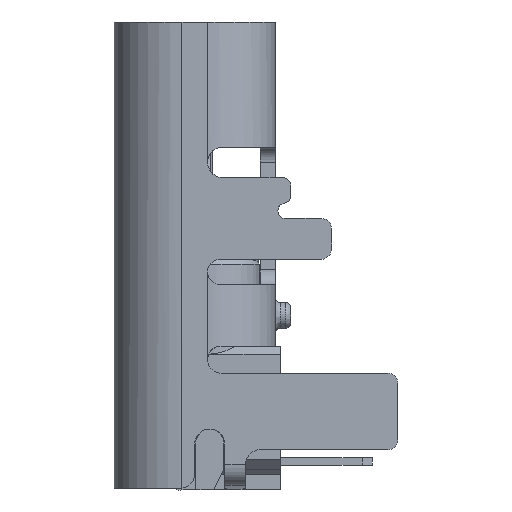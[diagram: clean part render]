
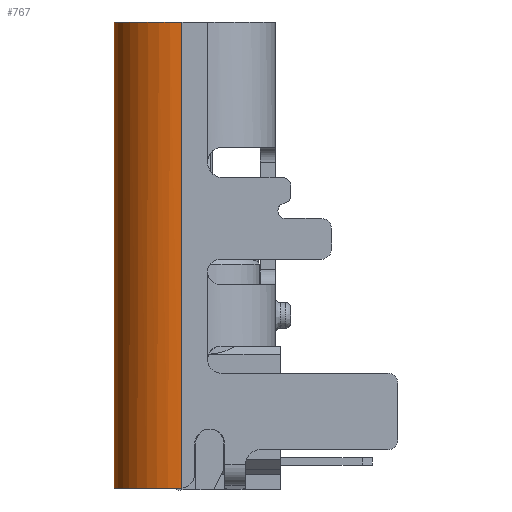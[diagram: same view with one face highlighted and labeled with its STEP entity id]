
A CAD part, left-side view. The second image highlights one B-rep face of the part: STEP entity #767.
In plain terms, the highlighted cylindrical face has radius 1.33 mm (diameter 2.66 mm), a partial arc.
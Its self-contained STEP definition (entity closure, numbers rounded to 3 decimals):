
#767 = ADVANCED_FACE( 'NONE', ( #2187 ), #2188, .T. );
#2187 = FACE_OUTER_BOUND( '', #4310, .T. );
#2188 = CYLINDRICAL_SURFACE( '', #4311, 1.33 );
#4310 = EDGE_LOOP( '', ( #15700, #15701, #15702, #15703, #15704 ) );
#4311 = AXIS2_PLACEMENT_3D( '', #15705, #15706, #15707 );
#15700 = ORIENTED_EDGE( '', *, *, #21903, .F. );
#15701 = ORIENTED_EDGE( '', *, *, #21904, .F. );
#15702 = ORIENTED_EDGE( '', *, *, #21905, .T. );
#15703 = ORIENTED_EDGE( '', *, *, #21906, .T. );
#15704 = ORIENTED_EDGE( '', *, *, #21907, .T. );
#15705 = CARTESIAN_POINT( '', ( -3.145, 2.13, -8.823 ) );
#15706 = DIRECTION( '', ( 0., 0., 1. ) );
#15707 = DIRECTION( '', ( 1., 0., 0. ) );
#21903 = EDGE_CURVE( 'NONE', #24459, #24460, #24461, .T. );
#21904 = EDGE_CURVE( 'NONE', #24462, #24459, #24463, .T. );
#21905 = EDGE_CURVE( 'NONE', #24462, #24464, #24465, .T. );
#21906 = EDGE_CURVE( 'NONE', #24464, #24466, #24467, .T. );
#21907 = EDGE_CURVE( 'NONE', #24466, #24460, #24468, .T. );
#24459 = VERTEX_POINT( 'NONE', #28254 );
#24460 = VERTEX_POINT( 'NONE', #28255 );
#24461 = CIRCLE( '', #28256, 1.33 );
#24462 = VERTEX_POINT( 'NONE', #28257 );
#24463 = LINE( '', #28258, #28259 );
#24464 = VERTEX_POINT( 'NONE', #28260 );
#24465 = CIRCLE( '', #28261, 1.33 );
#24466 = VERTEX_POINT( 'NONE', #28262 );
#24467 = B_SPLINE_CURVE_WITH_KNOTS( '', 3, ( #28263, #28264, #28265, #28266 ), .UNSPECIFIED., .F., .F., ( 4, 4 ), ( 0., 0. ), .UNSPECIFIED. );
#24468 = LINE( '', #28267, #28268 );
#28254 = CARTESIAN_POINT( '', ( -3.145, 3.46, 0.5 ) );
#28255 = CARTESIAN_POINT( '', ( -4.475, 2.13, 0.5 ) );
#28256 = AXIS2_PLACEMENT_3D( '', #36663, #36664, #36665 );
#28257 = CARTESIAN_POINT( '', ( -3.145, 3.46, -8.64 ) );
#28258 = CARTESIAN_POINT( '', ( -3.145, 3.46, -4.07 ) );
#28259 = VECTOR( '', #36666, 1000. );
#28260 = CARTESIAN_POINT( '', ( -4.474, 2.18, -8.64 ) );
#28261 = AXIS2_PLACEMENT_3D( '', #36667, #36668, #36669 );
#28262 = CARTESIAN_POINT( '', ( -4.475, 2.13, -8.636 ) );
#28263 = CARTESIAN_POINT( '', ( -4.474, 2.18, -8.64 ) );
#28264 = CARTESIAN_POINT( '', ( -4.475, 2.163, -8.64 ) );
#28265 = CARTESIAN_POINT( '', ( -4.475, 2.146, -8.639 ) );
#28266 = CARTESIAN_POINT( '', ( -4.475, 2.13, -8.636 ) );
#28267 = CARTESIAN_POINT( '', ( -4.475, 2.13, -8.823 ) );
#28268 = VECTOR( '', #36670, 1000. );
#36663 = CARTESIAN_POINT( '', ( -3.145, 2.13, 0.5 ) );
#36664 = DIRECTION( '', ( 0., 0., 1. ) );
#36665 = DIRECTION( '', ( 1., 0., 0. ) );
#36666 = DIRECTION( '', ( 0., 0., 1. ) );
#36667 = CARTESIAN_POINT( '', ( -3.145, 2.13, -8.64 ) );
#36668 = DIRECTION( '', ( 0., 0., 1. ) );
#36669 = DIRECTION( '', ( 1., 0., 0. ) );
#36670 = DIRECTION( '', ( 0., 0., 1. ) );
